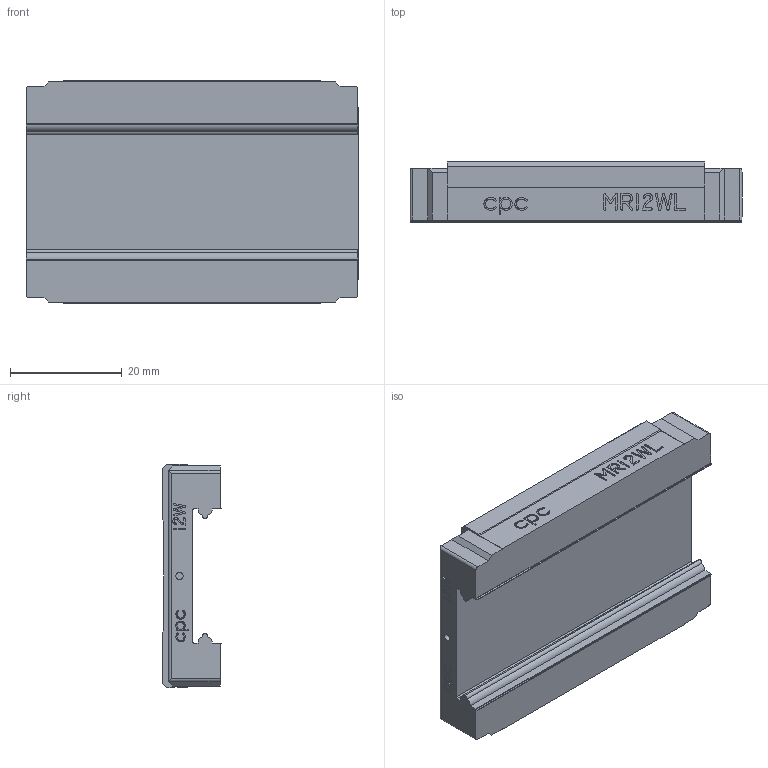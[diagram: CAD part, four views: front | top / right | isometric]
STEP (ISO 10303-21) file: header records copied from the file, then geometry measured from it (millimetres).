
FILE_DESCRIPTION (( 'STEP AP214' ), '1' );
FILE_NAME ('12WL-SU-ZU-block.STEP', '2012-07-13T10:57:51', ( '' ), ( '' ), 'SwSTEP 2.0', 'SolidWorks 2010', '' );
FILE_SCHEMA (( 'AUTOMOTIVE_DESIGN' ));
Length unit declared in the file: millimetre
Products named in the file (1): 12WL-SU-ZU-block
Bounding box: 59.4 x 10.7 x 40 mm (x, y, z)
Volume: 16705.2 mm3; surface area: 7605.2 mm2
Topology: 1 solids, 1 shells, 553 faces, 1503 edges, 990 vertices
Faces by surface type: bspline 280, plane 221, cylinder 36, cone 16
Entity records: 35525 total; most frequent: CARTESIAN_POINT 23043, ORIENTED_EDGE 2990, DIRECTION 1551, EDGE_CURVE 1495, VERTEX_POINT 990, LINE 859, VECTOR 859, EDGE_LOOP 599
